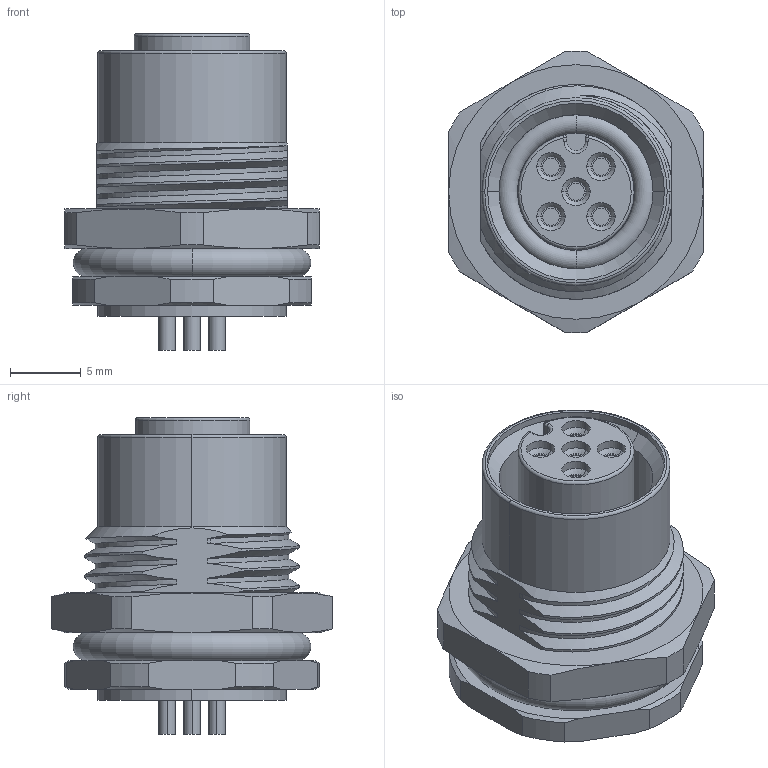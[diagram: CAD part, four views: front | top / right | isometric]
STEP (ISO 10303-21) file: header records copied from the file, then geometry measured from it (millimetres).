
FILE_DESCRIPTION((''),'2;1');
FILE_NAME('C-T4171110005-001','2016-08-05T',('workeradm'),('Tyco Electronics Ltd.'),'CREO PARAMETRIC BY PTC INC, 2016050','CREO PARAMETRIC BY PTC INC, 2016050','');
FILE_SCHEMA(('AUTOMOTIVE_DESIGN { 1 0 10303 214 1 1 1 1 }'));
Length unit declared in the file: millimetre
Products named in the file (1): C-T4171110005-001
Bounding box: 18 x 19.89 x 22.4 mm (x, y, z)
Volume: 3127.7 mm3; surface area: 2263.9 mm2
Topology: 1 solids, 1 shells, 180 faces, 427 edges, 271 vertices
Faces by surface type: cylinder 65, plane 40, cone 38, bspline 27, torus 8, sphere 2
Entity records: 12107 total; most frequent: CARTESIAN_POINT 8066, ORIENTED_EDGE 854, DIRECTION 787, EDGE_CURVE 427, AXIS2_PLACEMENT_3D 326, VERTEX_POINT 271, EDGE_LOOP 202, FACE_OUTER_BOUND 180
